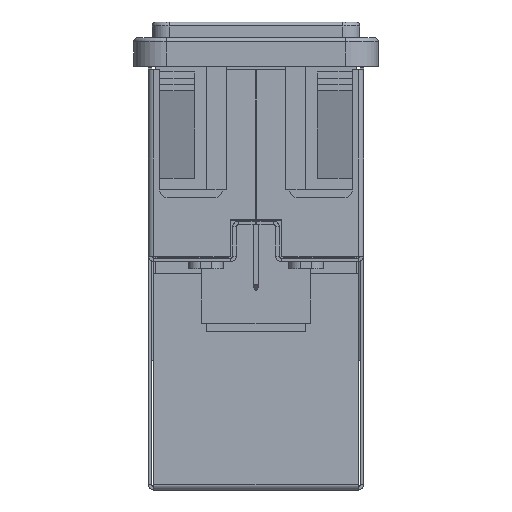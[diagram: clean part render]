
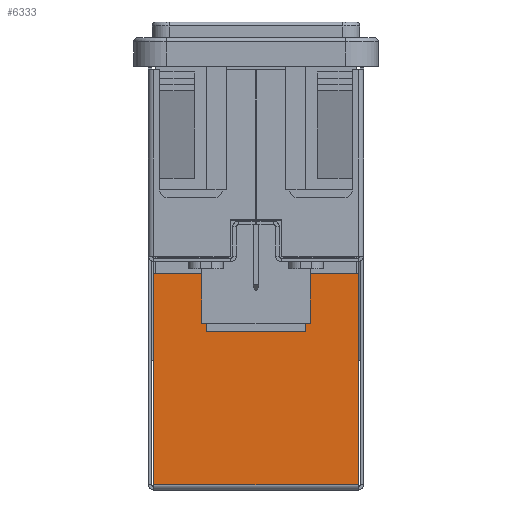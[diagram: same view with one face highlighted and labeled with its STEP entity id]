
A CAD part, front view. The second image highlights one B-rep face of the part: STEP entity #6333.
In plain terms, the highlighted planar face has unit normal (0, -1, 0).
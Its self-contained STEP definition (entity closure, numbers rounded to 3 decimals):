
#6063 = VERTEX_POINT ( 'NONE', #10839 ) ;
#6067 = EDGE_CURVE ( 'NONE', #6069, #6063, #10838, .T. ) ;
#6069 = VERTEX_POINT ( 'NONE', #10834 ) ;
#6255 = VERTEX_POINT ( 'NONE', #11038 ) ;
#6281 = VERTEX_POINT ( 'NONE', #11079 ) ;
#6321 = VERTEX_POINT ( 'NONE', #11110 ) ;
#6333 = ADVANCED_FACE ( 'NONE', ( #11100 ), #11099, .F. ) ;
#6334 = EDGE_LOOP ( 'NONE', ( #6335, #6337, #6339, #6346, #6451, #6453, #6459, #6461 ) ) ;
#6335 = ORIENTED_EDGE ( 'NONE', *, *, #6374, .F. ) ;
#6337 = ORIENTED_EDGE ( 'NONE', *, *, #6362, .T. ) ;
#6339 = ORIENTED_EDGE ( 'NONE', *, *, #6342, .T. ) ;
#6342 = EDGE_CURVE ( 'NONE', #6360, #6345, #11094, .T. ) ;
#6345 = VERTEX_POINT ( 'NONE', #11090 ) ;
#6346 = ORIENTED_EDGE ( 'NONE', *, *, #6347, .T. ) ;
#6347 = EDGE_CURVE ( 'NONE', #6345, #6069, #11089, .T. ) ;
#6360 = VERTEX_POINT ( 'NONE', #11142 ) ;
#6362 = EDGE_CURVE ( 'NONE', #6255, #6360, #11141, .T. ) ;
#6371 = EDGE_CURVE ( 'NONE', #6321, #6281, #11131, .T. ) ;
#6374 = EDGE_CURVE ( 'NONE', #6255, #6281, #11127, .T. ) ;
#6451 = ORIENTED_EDGE ( 'NONE', *, *, #6067, .T. ) ;
#6453 = ORIENTED_EDGE ( 'NONE', *, *, #6455, .T. ) ;
#6455 = EDGE_CURVE ( 'NONE', #6063, #6458, #11198, .T. ) ;
#6458 = VERTEX_POINT ( 'NONE', #11194 ) ;
#6459 = ORIENTED_EDGE ( 'NONE', *, *, #6460, .T. ) ;
#6460 = EDGE_CURVE ( 'NONE', #6458, #6321, #11193, .T. ) ;
#6461 = ORIENTED_EDGE ( 'NONE', *, *, #6371, .T. ) ;
#10834 = CARTESIAN_POINT ( 'NONE',  ( 6.439, -10.668, -39.909 ) ) ;
#10835 = DIRECTION ( 'NONE',  ( -1., 0., 0. ) ) ;
#10836 = VECTOR ( 'NONE', #10835, 1000. ) ;
#10837 = CARTESIAN_POINT ( 'NONE',  ( -13.17, -10.668, -39.909 ) ) ;
#10838 = LINE ( 'NONE', #10837, #10836 ) ;
#10839 = CARTESIAN_POINT ( 'NONE',  ( -6.439, -10.668, -39.909 ) ) ;
#11038 = CARTESIAN_POINT ( 'NONE',  ( 13.17, -10.668, -59.569 ) ) ;
#11079 = CARTESIAN_POINT ( 'NONE',  ( -13.17, -10.668, -59.569 ) ) ;
#11086 = DIRECTION ( 'NONE',  ( 0., 0., -1. ) ) ;
#11087 = VECTOR ( 'NONE', #11086, 1000. ) ;
#11088 = CARTESIAN_POINT ( 'NONE',  ( 6.439, -10.668, -39.909 ) ) ;
#11089 = LINE ( 'NONE', #11088, #11087 ) ;
#11090 = CARTESIAN_POINT ( 'NONE',  ( 6.439, -10.668, -32.359 ) ) ;
#11091 = DIRECTION ( 'NONE',  ( -1., 0., 0. ) ) ;
#11092 = VECTOR ( 'NONE', #11091, 1000. ) ;
#11093 = CARTESIAN_POINT ( 'NONE',  ( 13.17, -10.668, -32.359 ) ) ;
#11094 = LINE ( 'NONE', #11093, #11092 ) ;
#11095 = DIRECTION ( 'NONE',  ( 0., 0., 1. ) ) ;
#11096 = DIRECTION ( 'NONE',  ( 0., 1., 0. ) ) ;
#11097 = CARTESIAN_POINT ( 'NONE',  ( -13.17, -10.668, -59.819 ) ) ;
#11098 = AXIS2_PLACEMENT_3D ( 'NONE', #11097, #11096, #11095 ) ;
#11099 = PLANE ( 'NONE',  #11098 ) ;
#11100 = FACE_OUTER_BOUND ( 'NONE', #6334, .T. ) ;
#11110 = CARTESIAN_POINT ( 'NONE',  ( -13.17, -10.668, -32.359 ) ) ;
#11124 = DIRECTION ( 'NONE',  ( -1., 0., 0. ) ) ;
#11125 = VECTOR ( 'NONE', #11124, 1000. ) ;
#11126 = CARTESIAN_POINT ( 'NONE',  ( -13.17, -10.668, -59.569 ) ) ;
#11127 = LINE ( 'NONE', #11126, #11125 ) ;
#11128 = DIRECTION ( 'NONE',  ( 0., 0., -1. ) ) ;
#11129 = VECTOR ( 'NONE', #11128, 1000. ) ;
#11130 = CARTESIAN_POINT ( 'NONE',  ( -13.17, -10.668, -59.819 ) ) ;
#11131 = LINE ( 'NONE', #11130, #11129 ) ;
#11138 = DIRECTION ( 'NONE',  ( 0., 0., 1. ) ) ;
#11139 = VECTOR ( 'NONE', #11138, 1000. ) ;
#11140 = CARTESIAN_POINT ( 'NONE',  ( 13.17, -10.668, -59.819 ) ) ;
#11141 = LINE ( 'NONE', #11140, #11139 ) ;
#11142 = CARTESIAN_POINT ( 'NONE',  ( 13.17, -10.668, -32.359 ) ) ;
#11190 = DIRECTION ( 'NONE',  ( -1., 0., 0. ) ) ;
#11191 = VECTOR ( 'NONE', #11190, 1000. ) ;
#11192 = CARTESIAN_POINT ( 'NONE',  ( -13.17, -10.668, -32.359 ) ) ;
#11193 = LINE ( 'NONE', #11192, #11191 ) ;
#11194 = CARTESIAN_POINT ( 'NONE',  ( -6.439, -10.668, -32.359 ) ) ;
#11195 = DIRECTION ( 'NONE',  ( 0., 0., 1. ) ) ;
#11196 = VECTOR ( 'NONE', #11195, 1000. ) ;
#11197 = CARTESIAN_POINT ( 'NONE',  ( -6.439, -10.668, -39.909 ) ) ;
#11198 = LINE ( 'NONE', #11197, #11196 ) ;
